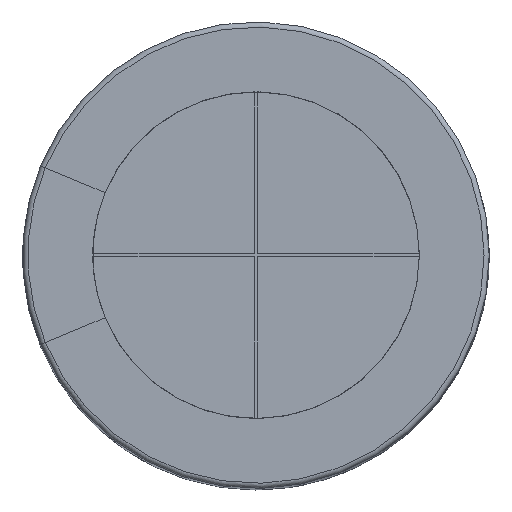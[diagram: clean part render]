
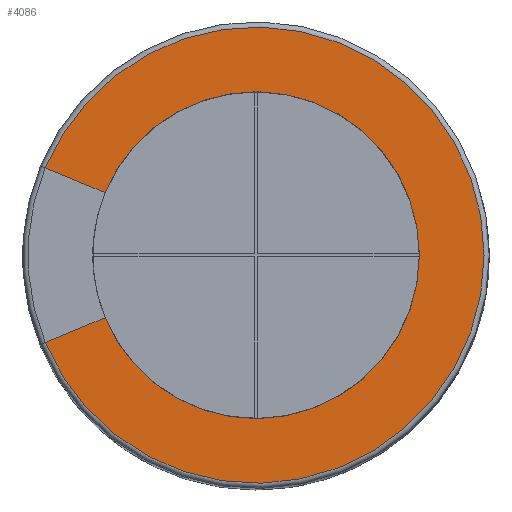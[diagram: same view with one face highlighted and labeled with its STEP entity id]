
A CAD part, top view. The second image highlights one B-rep face of the part: STEP entity #4086.
In plain terms, the highlighted planar face has unit normal (0, 0, 1).
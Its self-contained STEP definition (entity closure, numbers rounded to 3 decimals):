
#3682 = TOROIDAL_SURFACE('',#3683,8.8,0.2);
#3683 = AXIS2_PLACEMENT_3D('',#3684,#3685,#3686);
#3684 = CARTESIAN_POINT('',(0.,0.,35.3));
#3685 = DIRECTION('',(0.,0.,1.));
#3686 = DIRECTION('',(-0.924,0.383,0.));
#3699 = VERTEX_POINT('',#3700);
#3700 = CARTESIAN_POINT('',(-8.13,3.368,35.5));
#3722 = VERTEX_POINT('',#3723);
#3723 = CARTESIAN_POINT('',(-8.13,-3.368,35.5));
#3738 = PLANE('',#3739);
#3739 = AXIS2_PLACEMENT_3D('',#3740,#3741,#3742);
#3740 = CARTESIAN_POINT('',(0.,0.,35.5));
#3741 = DIRECTION('',(0.,-0.,-1.));
#3742 = DIRECTION('',(-0.924,-0.383,0.));
#3974 = EDGE_CURVE('',#3699,#3722,#3975,.T.);
#3975 = SURFACE_CURVE('',#3976,(#3981,#3988),.PCURVE_S1.);
#3976 = CIRCLE('',#3977,8.8);
#3977 = AXIS2_PLACEMENT_3D('',#3978,#3979,#3980);
#3978 = CARTESIAN_POINT('',(0.,0.,35.5));
#3979 = DIRECTION('',(0.,0.,-1.));
#3980 = DIRECTION('',(-0.924,0.383,0.));
#3981 = PCURVE('',#3682,#3982);
#3982 = DEFINITIONAL_REPRESENTATION('',(#3983),#3987);
#3983 = LINE('',#3984,#3985);
#3984 = CARTESIAN_POINT('',(-0.,1.571));
#3985 = VECTOR('',#3986,1.);
#3986 = DIRECTION('',(-1.,0.));
#3987 = ( GEOMETRIC_REPRESENTATION_CONTEXT(2)
PARAMETRIC_REPRESENTATION_CONTEXT() REPRESENTATION_CONTEXT('2D SPACE',''
) );
#3988 = PCURVE('',#3989,#3994);
#3989 = PLANE('',#3990);
#3990 = AXIS2_PLACEMENT_3D('',#3991,#3992,#3993);
#3991 = CARTESIAN_POINT('',(0.,0.,35.5));
#3992 = DIRECTION('',(-0.,0.,-1.));
#3993 = DIRECTION('',(-0.924,0.383,0.));
#3994 = DEFINITIONAL_REPRESENTATION('',(#3995),#3999);
#3995 = CIRCLE('',#3996,8.8);
#3996 = AXIS2_PLACEMENT_2D('',#3997,#3998);
#3997 = CARTESIAN_POINT('',(0.,0.));
#3998 = DIRECTION('',(1.,0.));
#3999 = ( GEOMETRIC_REPRESENTATION_CONTEXT(2)
PARAMETRIC_REPRESENTATION_CONTEXT() REPRESENTATION_CONTEXT('2D SPACE',''
) );
#4006 = EDGE_CURVE('',#3699,#4007,#4009,.T.);
#4007 = VERTEX_POINT('',#4008);
#4008 = CARTESIAN_POINT('',(-5.82,2.411,35.5));
#4009 = SURFACE_CURVE('',#4010,(#4014,#4021),.PCURVE_S1.);
#4010 = LINE('',#4011,#4012);
#4011 = CARTESIAN_POINT('',(-8.13,3.368,35.5));
#4012 = VECTOR('',#4013,1.);
#4013 = DIRECTION('',(0.924,-0.383,0.));
#4014 = PCURVE('',#3738,#4015);
#4015 = DEFINITIONAL_REPRESENTATION('',(#4016),#4020);
#4016 = LINE('',#4017,#4018);
#4017 = CARTESIAN_POINT('',(6.223,6.223));
#4018 = VECTOR('',#4019,1.);
#4019 = DIRECTION('',(-0.707,-0.707));
#4020 = ( GEOMETRIC_REPRESENTATION_CONTEXT(2)
PARAMETRIC_REPRESENTATION_CONTEXT() REPRESENTATION_CONTEXT('2D SPACE',''
) );
#4021 = PCURVE('',#3989,#4022);
#4022 = DEFINITIONAL_REPRESENTATION('',(#4023),#4027);
#4023 = LINE('',#4024,#4025);
#4024 = CARTESIAN_POINT('',(8.8,0.));
#4025 = VECTOR('',#4026,1.);
#4026 = DIRECTION('',(-1.,0.));
#4027 = ( GEOMETRIC_REPRESENTATION_CONTEXT(2)
PARAMETRIC_REPRESENTATION_CONTEXT() REPRESENTATION_CONTEXT('2D SPACE',''
) );
#4030 = VERTEX_POINT('',#4031);
#4031 = CARTESIAN_POINT('',(-5.82,-2.411,35.5));
#4058 = EDGE_CURVE('',#3722,#4030,#4059,.T.);
#4059 = SURFACE_CURVE('',#4060,(#4064,#4071),.PCURVE_S1.);
#4060 = LINE('',#4061,#4062);
#4061 = CARTESIAN_POINT('',(-8.13,-3.368,35.5));
#4062 = VECTOR('',#4063,1.);
#4063 = DIRECTION('',(0.924,0.383,0.));
#4064 = PCURVE('',#3738,#4065);
#4065 = DEFINITIONAL_REPRESENTATION('',(#4066),#4070);
#4066 = LINE('',#4067,#4068);
#4067 = CARTESIAN_POINT('',(8.8,0.));
#4068 = VECTOR('',#4069,1.);
#4069 = DIRECTION('',(-1.,0.));
#4070 = ( GEOMETRIC_REPRESENTATION_CONTEXT(2)
PARAMETRIC_REPRESENTATION_CONTEXT() REPRESENTATION_CONTEXT('2D SPACE',''
) );
#4071 = PCURVE('',#3989,#4072);
#4072 = DEFINITIONAL_REPRESENTATION('',(#4073),#4077);
#4073 = LINE('',#4074,#4075);
#4074 = CARTESIAN_POINT('',(6.223,-6.223));
#4075 = VECTOR('',#4076,1.);
#4076 = DIRECTION('',(-0.707,0.707));
#4077 = ( GEOMETRIC_REPRESENTATION_CONTEXT(2)
PARAMETRIC_REPRESENTATION_CONTEXT() REPRESENTATION_CONTEXT('2D SPACE',''
) );
#4086 = ADVANCED_FACE('',(#4087),#3989,.F.);
#4087 = FACE_BOUND('',#4088,.F.);
#4088 = EDGE_LOOP('',(#4089,#4090,#4091,#4118));
#4089 = ORIENTED_EDGE('',*,*,#3974,.T.);
#4090 = ORIENTED_EDGE('',*,*,#4058,.T.);
#4091 = ORIENTED_EDGE('',*,*,#4092,.F.);
#4092 = EDGE_CURVE('',#4007,#4030,#4093,.T.);
#4093 = SURFACE_CURVE('',#4094,(#4099,#4106),.PCURVE_S1.);
#4094 = CIRCLE('',#4095,6.3);
#4095 = AXIS2_PLACEMENT_3D('',#4096,#4097,#4098);
#4096 = CARTESIAN_POINT('',(0.,0.,35.5));
#4097 = DIRECTION('',(0.,0.,-1.));
#4098 = DIRECTION('',(-0.924,0.383,0.));
#4099 = PCURVE('',#3989,#4100);
#4100 = DEFINITIONAL_REPRESENTATION('',(#4101),#4105);
#4101 = CIRCLE('',#4102,6.3);
#4102 = AXIS2_PLACEMENT_2D('',#4103,#4104);
#4103 = CARTESIAN_POINT('',(0.,0.));
#4104 = DIRECTION('',(1.,0.));
#4105 = ( GEOMETRIC_REPRESENTATION_CONTEXT(2)
PARAMETRIC_REPRESENTATION_CONTEXT() REPRESENTATION_CONTEXT('2D SPACE',''
) );
#4106 = PCURVE('',#4107,#4112);
#4107 = CYLINDRICAL_SURFACE('',#4108,6.3);
#4108 = AXIS2_PLACEMENT_3D('',#4109,#4110,#4111);
#4109 = CARTESIAN_POINT('',(0.,0.,35.5));
#4110 = DIRECTION('',(-0.,0.,-1.));
#4111 = DIRECTION('',(-0.924,0.383,0.));
#4112 = DEFINITIONAL_REPRESENTATION('',(#4113),#4117);
#4113 = LINE('',#4114,#4115);
#4114 = CARTESIAN_POINT('',(0.,0.));
#4115 = VECTOR('',#4116,1.);
#4116 = DIRECTION('',(1.,0.));
#4117 = ( GEOMETRIC_REPRESENTATION_CONTEXT(2)
PARAMETRIC_REPRESENTATION_CONTEXT() REPRESENTATION_CONTEXT('2D SPACE',''
) );
#4118 = ORIENTED_EDGE('',*,*,#4006,.F.);
